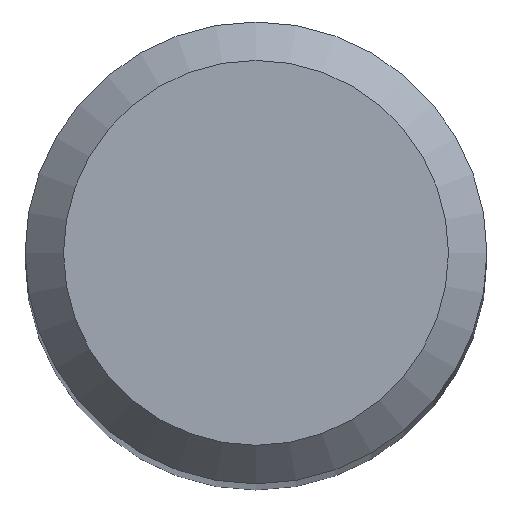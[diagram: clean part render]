
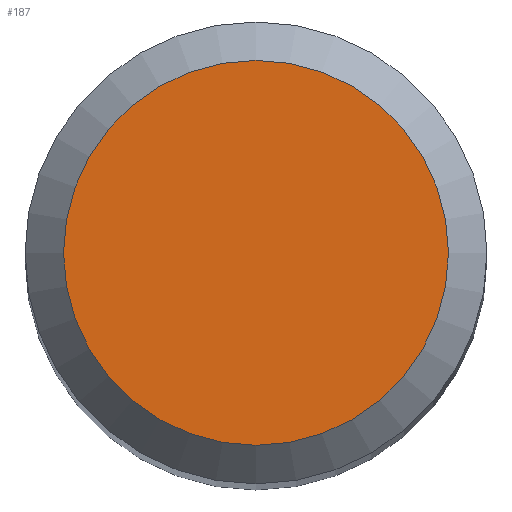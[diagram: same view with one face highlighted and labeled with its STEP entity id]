
A CAD part, top view. The second image highlights one B-rep face of the part: STEP entity #187.
In plain terms, the highlighted planar face has unit normal (0, 0, 1).
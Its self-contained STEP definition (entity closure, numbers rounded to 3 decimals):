
#20 = DIRECTION ( 'NONE',  ( 0., 1., 0. ) ) ;
#23 = DIRECTION ( 'NONE',  ( 0., 0., -1. ) ) ;
#35 = DIRECTION ( 'NONE',  ( 0., 0., -1. ) ) ;
#51 = CARTESIAN_POINT ( 'NONE',  ( 0., 0., 60. ) ) ;
#63 = CIRCLE ( 'NONE', #145, 2.5 ) ;
#71 = AXIS2_PLACEMENT_3D ( 'NONE', #172, #23, #171 ) ;
#87 = PLANE ( 'NONE',  #71 ) ;
#98 = ORIENTED_EDGE ( 'NONE', *, *, #120, .F. ) ;
#100 = EDGE_LOOP ( 'NONE', ( #98 ) ) ;
#120 = EDGE_CURVE ( 'NONE', #133, #133, #63, .T. ) ;
#129 = CARTESIAN_POINT ( 'NONE',  ( 0., 2.5, 60. ) ) ;
#133 = VERTEX_POINT ( 'NONE', #129 ) ;
#145 = AXIS2_PLACEMENT_3D ( 'NONE', #51, #35, #20 ) ;
#171 = DIRECTION ( 'NONE',  ( 0., 1., 0. ) ) ;
#172 = CARTESIAN_POINT ( 'NONE',  ( 0., 0., 60. ) ) ;
#187 = ADVANCED_FACE ( 'NONE', ( #196 ), #87, .F. ) ;
#196 = FACE_OUTER_BOUND ( 'NONE', #100, .T. ) ;
